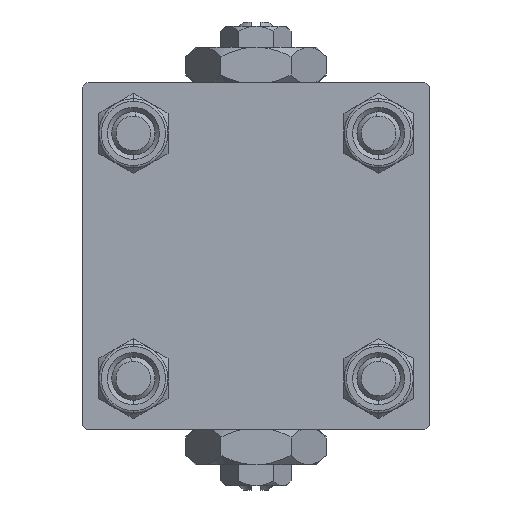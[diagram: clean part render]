
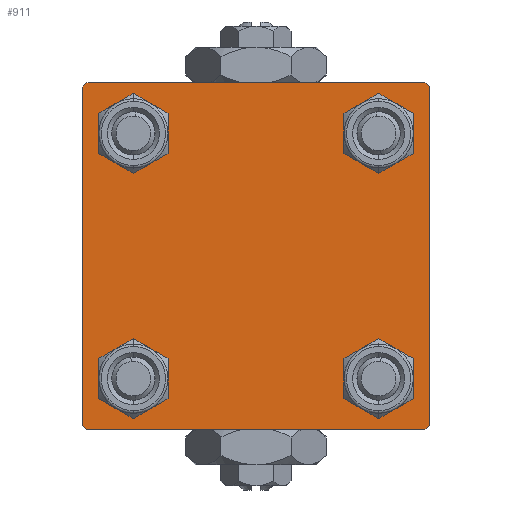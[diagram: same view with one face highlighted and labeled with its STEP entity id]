
A CAD part, left-side view. The second image highlights one B-rep face of the part: STEP entity #911.
In plain terms, the highlighted planar face has unit normal (-1, 0, 0).
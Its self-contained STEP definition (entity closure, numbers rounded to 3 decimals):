
#911 = ADVANCED_FACE ( 'NONE', ( #23786, #35780, #11304, #52004, #27521 ), #23521, .T. ) ;
#1089 = VERTEX_POINT ( 'NONE', #30393 ) ;
#1120 = CIRCLE ( 'NONE', #37637, 3. ) ;
#1131 = CARTESIAN_POINT ( 'NONE',  ( 0., -19.5, 20. ) ) ;
#1590 = DIRECTION ( 'NONE',  ( 0., -0.707, 0.707 ) ) ;
#1761 = DIRECTION ( 'NONE',  ( 1., 0., 0. ) ) ;
#2317 = CARTESIAN_POINT ( 'NONE',  ( 0., -20., 19.5 ) ) ;
#2386 = ORIENTED_EDGE ( 'NONE', *, *, #5598, .T. ) ;
#2918 = CIRCLE ( 'NONE', #49680, 3. ) ;
#2968 = DIRECTION ( 'NONE',  ( 0., 0., 1. ) ) ;
#3160 = CIRCLE ( 'NONE', #49033, 3. ) ;
#3382 = CARTESIAN_POINT ( 'NONE',  ( 0., 14.15, 17.15 ) ) ;
#4461 = VERTEX_POINT ( 'NONE', #11794 ) ;
#5447 = LINE ( 'NONE', #29378, #10481 ) ;
#5528 = AXIS2_PLACEMENT_3D ( 'NONE', #27785, #40038, #37093 ) ;
#5598 = EDGE_CURVE ( 'NONE', #45278, #32888, #17267, .T. ) ;
#5599 = EDGE_CURVE ( 'NONE', #44842, #32888, #42008, .T. ) ;
#5958 = CARTESIAN_POINT ( 'NONE',  ( 0., 14.15, -17.15 ) ) ;
#6826 = ORIENTED_EDGE ( 'NONE', *, *, #30781, .T. ) ;
#7683 = ORIENTED_EDGE ( 'NONE', *, *, #21360, .T. ) ;
#7783 = ORIENTED_EDGE ( 'NONE', *, *, #16330, .T. ) ;
#7870 = VECTOR ( 'NONE', #51222, 1000. ) ;
#8500 = CIRCLE ( 'NONE', #28863, 3. ) ;
#8607 = CARTESIAN_POINT ( 'NONE',  ( 0., 19.75, -19.75 ) ) ;
#8993 = ORIENTED_EDGE ( 'NONE', *, *, #29726, .T. ) ;
#9457 = CARTESIAN_POINT ( 'NONE',  ( 0., 19.5, -20. ) ) ;
#10481 = VECTOR ( 'NONE', #46404, 1000. ) ;
#11107 = DIRECTION ( 'NONE',  ( 0., 0., 1. ) ) ;
#11304 = FACE_BOUND ( 'NONE', #40925, .T. ) ;
#11593 = EDGE_CURVE ( 'NONE', #23292, #16624, #13418, .T. ) ;
#11794 = CARTESIAN_POINT ( 'NONE',  ( 0., -14.15, 11.15 ) ) ;
#11967 = DIRECTION ( 'NONE',  ( 1., 0., 0. ) ) ;
#12355 = EDGE_LOOP ( 'NONE', ( #47593, #31775 ) ) ;
#12848 = EDGE_CURVE ( 'NONE', #40862, #27151, #49307, .T. ) ;
#13000 = CARTESIAN_POINT ( 'NONE',  ( 0., 20., 20. ) ) ;
#13063 = AXIS2_PLACEMENT_3D ( 'NONE', #17788, #32965, #25233 ) ;
#13418 = CIRCLE ( 'NONE', #34675, 3. ) ;
#13473 = EDGE_CURVE ( 'NONE', #1089, #23614, #29990, .T. ) ;
#14373 = DIRECTION ( 'NONE',  ( 0., 0., 1. ) ) ;
#14559 = CARTESIAN_POINT ( 'NONE',  ( 0., -20., -19.5 ) ) ;
#14901 = VERTEX_POINT ( 'NONE', #52259 ) ;
#15953 = CARTESIAN_POINT ( 'NONE',  ( 0., -14.15, 17.15 ) ) ;
#16174 = VERTEX_POINT ( 'NONE', #23103 ) ;
#16330 = EDGE_CURVE ( 'NONE', #51151, #40862, #17767, .T. ) ;
#16594 = VECTOR ( 'NONE', #26023, 1000. ) ;
#16624 = VERTEX_POINT ( 'NONE', #25865 ) ;
#17244 = CARTESIAN_POINT ( 'NONE',  ( 0., 20., 20. ) ) ;
#17267 = LINE ( 'NONE', #21508, #17437 ) ;
#17395 = ORIENTED_EDGE ( 'NONE', *, *, #31811, .T. ) ;
#17437 = VECTOR ( 'NONE', #1590, 1000. ) ;
#17747 = ORIENTED_EDGE ( 'NONE', *, *, #49323, .T. ) ;
#17767 = LINE ( 'NONE', #13000, #37278 ) ;
#17788 = CARTESIAN_POINT ( 'NONE',  ( 0., -14.15, -14.15 ) ) ;
#18238 = ORIENTED_EDGE ( 'NONE', *, *, #32781, .T. ) ;
#18390 = CIRCLE ( 'NONE', #48155, 3. ) ;
#19334 = DIRECTION ( 'NONE',  ( 1., 0., 0. ) ) ;
#19441 = DIRECTION ( 'NONE',  ( 1., 0., 0. ) ) ;
#20285 = CARTESIAN_POINT ( 'NONE',  ( 0., 14.15, 14.15 ) ) ;
#20473 = ORIENTED_EDGE ( 'NONE', *, *, #13473, .F. ) ;
#21360 = EDGE_CURVE ( 'NONE', #1089, #51151, #32887, .T. ) ;
#21508 = CARTESIAN_POINT ( 'NONE',  ( 0., -19.75, -19.75 ) ) ;
#22328 = EDGE_LOOP ( 'NONE', ( #7783, #46079, #8993, #2386, #32954, #17395, #20473, #7683 ) ) ;
#22476 = LINE ( 'NONE', #38725, #7870 ) ;
#23103 = CARTESIAN_POINT ( 'NONE',  ( 0., 14.15, 11.15 ) ) ;
#23292 = VERTEX_POINT ( 'NONE', #5958 ) ;
#23371 = CARTESIAN_POINT ( 'NONE',  ( 0., -14.15, 14.15 ) ) ;
#23521 = PLANE ( 'NONE',  #5528 ) ;
#23537 = EDGE_CURVE ( 'NONE', #16174, #24561, #8500, .T. ) ;
#23614 = VERTEX_POINT ( 'NONE', #1131 ) ;
#23786 = FACE_BOUND ( 'NONE', #43096, .T. ) ;
#23802 = CARTESIAN_POINT ( 'NONE',  ( 0., -14.15, -14.15 ) ) ;
#24010 = CARTESIAN_POINT ( 'NONE',  ( 0., -19.5, -20. ) ) ;
#24062 = ORIENTED_EDGE ( 'NONE', *, *, #42882, .T. ) ;
#24561 = VERTEX_POINT ( 'NONE', #3382 ) ;
#25233 = DIRECTION ( 'NONE',  ( 0., 0., 1. ) ) ;
#25865 = CARTESIAN_POINT ( 'NONE',  ( 0., 14.15, -11.15 ) ) ;
#26023 = DIRECTION ( 'NONE',  ( 0., 0., -1. ) ) ;
#26196 = DIRECTION ( 'NONE',  ( 0., 0., 1. ) ) ;
#26512 = CARTESIAN_POINT ( 'NONE',  ( 0., -14.15, -11.15 ) ) ;
#27151 = VERTEX_POINT ( 'NONE', #9457 ) ;
#27521 = FACE_OUTER_BOUND ( 'NONE', #22328, .T. ) ;
#27697 = CIRCLE ( 'NONE', #48242, 3. ) ;
#27785 = CARTESIAN_POINT ( 'NONE',  ( 0., 0., 0. ) ) ;
#28177 = DIRECTION ( 'NONE',  ( 0., 0., 1. ) ) ;
#28863 = AXIS2_PLACEMENT_3D ( 'NONE', #20285, #36529, #41027 ) ;
#29378 = CARTESIAN_POINT ( 'NONE',  ( 0., -19.75, 19.75 ) ) ;
#29726 = EDGE_CURVE ( 'NONE', #27151, #45278, #22476, .T. ) ;
#29990 = LINE ( 'NONE', #17244, #40700 ) ;
#30393 = CARTESIAN_POINT ( 'NONE',  ( 0., 19.5, 20. ) ) ;
#30443 = VECTOR ( 'NONE', #45303, 1000. ) ;
#30781 = EDGE_CURVE ( 'NONE', #36522, #14901, #1120, .T. ) ;
#31775 = ORIENTED_EDGE ( 'NONE', *, *, #23537, .T. ) ;
#31811 = EDGE_CURVE ( 'NONE', #44842, #23614, #5447, .T. ) ;
#31924 = CARTESIAN_POINT ( 'NONE',  ( 0., 14.15, -14.15 ) ) ;
#32781 = EDGE_CURVE ( 'NONE', #14901, #36522, #52139, .T. ) ;
#32887 = LINE ( 'NONE', #44610, #33999 ) ;
#32888 = VERTEX_POINT ( 'NONE', #14559 ) ;
#32954 = ORIENTED_EDGE ( 'NONE', *, *, #5599, .F. ) ;
#32965 = DIRECTION ( 'NONE',  ( 1., 0., 0. ) ) ;
#33134 = EDGE_LOOP ( 'NONE', ( #6826, #18238 ) ) ;
#33999 = VECTOR ( 'NONE', #44875, 1000. ) ;
#34255 = DIRECTION ( 'NONE',  ( 0., -1., 0. ) ) ;
#34443 = CARTESIAN_POINT ( 'NONE',  ( 0., 14.15, -14.15 ) ) ;
#34675 = AXIS2_PLACEMENT_3D ( 'NONE', #34443, #1761, #26196 ) ;
#35376 = DIRECTION ( 'NONE',  ( 1., 0., 0. ) ) ;
#35780 = FACE_BOUND ( 'NONE', #33134, .T. ) ;
#35794 = DIRECTION ( 'NONE',  ( 1., 0., 0. ) ) ;
#36522 = VERTEX_POINT ( 'NONE', #26512 ) ;
#36529 = DIRECTION ( 'NONE',  ( 1., 0., 0. ) ) ;
#37093 = DIRECTION ( 'NONE',  ( 0., 0., 1. ) ) ;
#37278 = VECTOR ( 'NONE', #49976, 1000. ) ;
#37637 = AXIS2_PLACEMENT_3D ( 'NONE', #23802, #35794, #43783 ) ;
#37968 = EDGE_CURVE ( 'NONE', #16624, #23292, #2918, .T. ) ;
#38725 = CARTESIAN_POINT ( 'NONE',  ( 0., 20., -20. ) ) ;
#38992 = VERTEX_POINT ( 'NONE', #15953 ) ;
#40038 = DIRECTION ( 'NONE',  ( -1., 0., 0. ) ) ;
#40700 = VECTOR ( 'NONE', #34255, 1000. ) ;
#40862 = VERTEX_POINT ( 'NONE', #49766 ) ;
#40925 = EDGE_LOOP ( 'NONE', ( #49028, #47721 ) ) ;
#41027 = DIRECTION ( 'NONE',  ( 0., 0., 1. ) ) ;
#42008 = LINE ( 'NONE', #49730, #16594 ) ;
#42882 = EDGE_CURVE ( 'NONE', #4461, #38992, #18390, .T. ) ;
#43096 = EDGE_LOOP ( 'NONE', ( #17747, #24062 ) ) ;
#43182 = EDGE_CURVE ( 'NONE', #24561, #16174, #3160, .T. ) ;
#43783 = DIRECTION ( 'NONE',  ( 0., 0., 1. ) ) ;
#44250 = CARTESIAN_POINT ( 'NONE',  ( 0., 20., 19.5 ) ) ;
#44610 = CARTESIAN_POINT ( 'NONE',  ( 0., 19.75, 19.75 ) ) ;
#44842 = VERTEX_POINT ( 'NONE', #2317 ) ;
#44875 = DIRECTION ( 'NONE',  ( 0., 0.707, -0.707 ) ) ;
#45278 = VERTEX_POINT ( 'NONE', #24010 ) ;
#45303 = DIRECTION ( 'NONE',  ( 0., -0.707, -0.707 ) ) ;
#46079 = ORIENTED_EDGE ( 'NONE', *, *, #12848, .T. ) ;
#46404 = DIRECTION ( 'NONE',  ( 0., 0.707, 0.707 ) ) ;
#47366 = CARTESIAN_POINT ( 'NONE',  ( 0., -14.15, 14.15 ) ) ;
#47593 = ORIENTED_EDGE ( 'NONE', *, *, #43182, .T. ) ;
#47721 = ORIENTED_EDGE ( 'NONE', *, *, #11593, .T. ) ;
#48155 = AXIS2_PLACEMENT_3D ( 'NONE', #23371, #11967, #28177 ) ;
#48242 = AXIS2_PLACEMENT_3D ( 'NONE', #47366, #35376, #14373 ) ;
#49028 = ORIENTED_EDGE ( 'NONE', *, *, #37968, .T. ) ;
#49033 = AXIS2_PLACEMENT_3D ( 'NONE', #52061, #19334, #11107 ) ;
#49307 = LINE ( 'NONE', #8607, #30443 ) ;
#49323 = EDGE_CURVE ( 'NONE', #38992, #4461, #27697, .T. ) ;
#49680 = AXIS2_PLACEMENT_3D ( 'NONE', #31924, #19441, #2968 ) ;
#49730 = CARTESIAN_POINT ( 'NONE',  ( 0., -20., 20. ) ) ;
#49766 = CARTESIAN_POINT ( 'NONE',  ( 0., 20., -19.5 ) ) ;
#49976 = DIRECTION ( 'NONE',  ( 0., 0., -1. ) ) ;
#51151 = VERTEX_POINT ( 'NONE', #44250 ) ;
#51222 = DIRECTION ( 'NONE',  ( 0., -1., 0. ) ) ;
#52004 = FACE_BOUND ( 'NONE', #12355, .T. ) ;
#52061 = CARTESIAN_POINT ( 'NONE',  ( 0., 14.15, 14.15 ) ) ;
#52139 = CIRCLE ( 'NONE', #13063, 3. ) ;
#52259 = CARTESIAN_POINT ( 'NONE',  ( 0., -14.15, -17.15 ) ) ;
